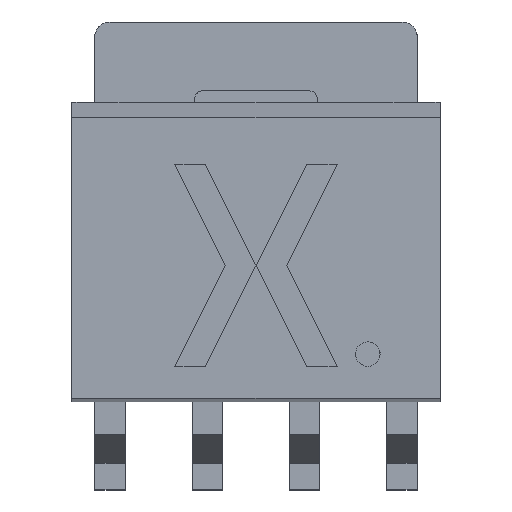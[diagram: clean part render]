
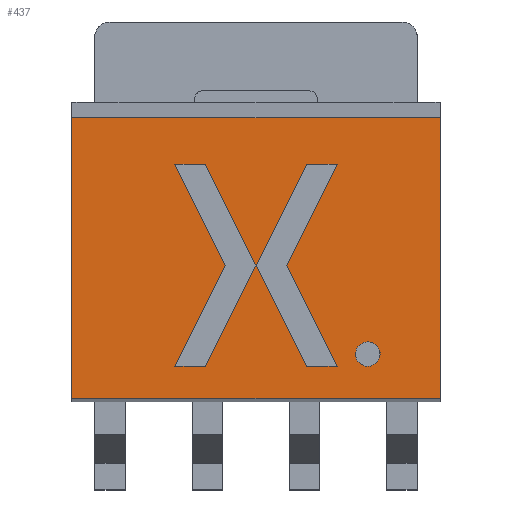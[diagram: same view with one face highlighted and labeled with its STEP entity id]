
A CAD part, top view. The second image highlights one B-rep face of the part: STEP entity #437.
In plain terms, the highlighted planar face has unit normal (0, 0, 1).
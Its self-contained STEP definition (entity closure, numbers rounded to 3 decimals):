
#26=FACE_BOUND('',#1112,.T.);
#27=FACE_BOUND('',#1113,.T.);
#33=(
BOUNDED_CURVE()
B_SPLINE_CURVE(2,(#7208,#7209,#7210,#7211,#7212),.UNSPECIFIED.,.F.,.F.)
B_SPLINE_CURVE_WITH_KNOTS((3,2,3),(-0.503,-0.251,
0.),.UNSPECIFIED.)
CURVE()
GEOMETRIC_REPRESENTATION_ITEM()
RATIONAL_B_SPLINE_CURVE((1.,0.707,1.,0.707,1.))
REPRESENTATION_ITEM('')
);
#78=(
BOUNDED_CURVE()
B_SPLINE_CURVE(2,(#8037,#8038,#8039,#8040,#8041),.UNSPECIFIED.,.F.,.F.)
B_SPLINE_CURVE_WITH_KNOTS((3,2,3),(-0.503,-0.251,
0.),.UNSPECIFIED.)
CURVE()
GEOMETRIC_REPRESENTATION_ITEM()
RATIONAL_B_SPLINE_CURVE((1.,0.707,1.,0.707,1.))
REPRESENTATION_ITEM('')
);
#437=ADVANCED_FACE('',(#771,#26,#27),#5682,.T.);
#771=FACE_OUTER_BOUND('',#1111,.T.);
#1111=EDGE_LOOP('',(#2250,#2251,#2252,#2253));
#1112=EDGE_LOOP('',(#2254,#2255));
#1113=EDGE_LOOP('',(#2256,#2257,#2258,#2259,#2260,#2261,#2262,#2263,#2264,
#2265,#2266,#2267));
#2250=ORIENTED_EDGE('',*,*,#3630,.T.);
#2251=ORIENTED_EDGE('',*,*,#3625,.F.);
#2252=ORIENTED_EDGE('',*,*,#3622,.T.);
#2253=ORIENTED_EDGE('',*,*,#3613,.F.);
#2254=ORIENTED_EDGE('',*,*,#3610,.T.);
#2255=ORIENTED_EDGE('',*,*,#3221,.T.);
#2256=ORIENTED_EDGE('',*,*,#3581,.F.);
#2257=ORIENTED_EDGE('',*,*,#3608,.T.);
#2258=ORIENTED_EDGE('',*,*,#3605,.F.);
#2259=ORIENTED_EDGE('',*,*,#3602,.F.);
#2260=ORIENTED_EDGE('',*,*,#3600,.T.);
#2261=ORIENTED_EDGE('',*,*,#3596,.F.);
#2262=ORIENTED_EDGE('',*,*,#3593,.T.);
#2263=ORIENTED_EDGE('',*,*,#3589,.T.);
#2264=ORIENTED_EDGE('',*,*,#3634,.T.);
#2265=ORIENTED_EDGE('',*,*,#3637,.T.);
#2266=ORIENTED_EDGE('',*,*,#3631,.T.);
#2267=ORIENTED_EDGE('',*,*,#3585,.T.);
#3221=EDGE_CURVE('',#4970,#4968,#33,.T.);
#3581=EDGE_CURVE('',#5224,#5225,#4469,.T.);
#3585=EDGE_CURVE('',#5226,#5225,#4473,.T.);
#3589=EDGE_CURVE('',#5228,#5229,#4477,.T.);
#3593=EDGE_CURVE('',#5225,#5228,#4481,.T.);
#3596=EDGE_CURVE('',#5225,#5232,#4484,.T.);
#3600=EDGE_CURVE('',#5233,#5232,#4488,.T.);
#3602=EDGE_CURVE('',#5233,#5234,#4490,.T.);
#3605=EDGE_CURVE('',#5234,#5235,#4493,.T.);
#3608=EDGE_CURVE('',#5224,#5235,#4496,.T.);
#3610=EDGE_CURVE('',#4968,#4970,#78,.T.);
#3613=EDGE_CURVE('',#5236,#5237,#4499,.T.);
#3622=EDGE_CURVE('',#5238,#5237,#4508,.T.);
#3625=EDGE_CURVE('',#5238,#5239,#4511,.T.);
#3630=EDGE_CURVE('',#5236,#5239,#4516,.T.);
#3631=EDGE_CURVE('',#5240,#5226,#4517,.T.);
#3634=EDGE_CURVE('',#5229,#5243,#4520,.T.);
#3637=EDGE_CURVE('',#5243,#5240,#4523,.T.);
#4469=B_SPLINE_CURVE_WITH_KNOTS('',1,(#7976,#7977),.UNSPECIFIED.,.F.,.F.,
(2,2),(0.,1.476),.UNSPECIFIED.);
#4473=B_SPLINE_CURVE_WITH_KNOTS('',1,(#7984,#7985),.UNSPECIFIED.,.F.,.F.,
(2,2),(-1.476,0.),.UNSPECIFIED.);
#4477=B_SPLINE_CURVE_WITH_KNOTS('',1,(#7992,#7993),.UNSPECIFIED.,.F.,.F.,
(2,2),(-0.4,0.),.UNSPECIFIED.);
#4481=B_SPLINE_CURVE_WITH_KNOTS('',1,(#8000,#8001),.UNSPECIFIED.,.F.,.F.,
(2,2),(-1.476,0.),.UNSPECIFIED.);
#4484=B_SPLINE_CURVE_WITH_KNOTS('',1,(#8006,#8007),.UNSPECIFIED.,.F.,.F.,
(2,2),(0.,1.476),.UNSPECIFIED.);
#4488=B_SPLINE_CURVE_WITH_KNOTS('',1,(#8014,#8015),.UNSPECIFIED.,.F.,.F.,
(2,2),(-0.4,0.),.UNSPECIFIED.);
#4490=B_SPLINE_CURVE_WITH_KNOTS('',1,(#8018,#8019),.UNSPECIFIED.,.F.,.F.,
(2,2),(0.,1.476),.UNSPECIFIED.);
#4493=B_SPLINE_CURVE_WITH_KNOTS('',1,(#8024,#8025),.UNSPECIFIED.,.F.,.F.,
(2,2),(0.,1.476),.UNSPECIFIED.);
#4496=B_SPLINE_CURVE_WITH_KNOTS('',1,(#8030,#8031),.UNSPECIFIED.,.F.,.F.,
(2,2),(-0.4,0.),.UNSPECIFIED.);
#4499=B_SPLINE_CURVE_WITH_KNOTS('',1,(#8046,#8047),.UNSPECIFIED.,.F.,.F.,
(2,2),(0.,4.81),.UNSPECIFIED.);
#4508=B_SPLINE_CURVE_WITH_KNOTS('',1,(#8064,#8065),.UNSPECIFIED.,.F.,.F.,
(2,2),(-3.665,0.),.UNSPECIFIED.);
#4511=B_SPLINE_CURVE_WITH_KNOTS('',1,(#8070,#8071),.UNSPECIFIED.,.F.,.F.,
(2,2),(0.,4.81),.UNSPECIFIED.);
#4516=B_SPLINE_CURVE_WITH_KNOTS('',1,(#8080,#8081),.UNSPECIFIED.,.F.,.F.,
(2,2),(-3.665,0.),.UNSPECIFIED.);
#4517=B_SPLINE_CURVE_WITH_KNOTS('',1,(#8082,#8083),.UNSPECIFIED.,.F.,.F.,
(2,2),(-0.4,0.),.UNSPECIFIED.);
#4520=B_SPLINE_CURVE_WITH_KNOTS('',1,(#8088,#8089),.UNSPECIFIED.,.F.,.F.,
(2,2),(-1.476,0.),.UNSPECIFIED.);
#4523=B_SPLINE_CURVE_WITH_KNOTS('',1,(#8094,#8095),.UNSPECIFIED.,.F.,.F.,
(2,2),(-1.476,0.),.UNSPECIFIED.);
#4968=VERTEX_POINT('',#6930);
#4970=VERTEX_POINT('',#6932);
#5224=VERTEX_POINT('',#7186);
#5225=VERTEX_POINT('',#7187);
#5226=VERTEX_POINT('',#7188);
#5228=VERTEX_POINT('',#7190);
#5229=VERTEX_POINT('',#7191);
#5232=VERTEX_POINT('',#7194);
#5233=VERTEX_POINT('',#7195);
#5234=VERTEX_POINT('',#7196);
#5235=VERTEX_POINT('',#7197);
#5236=VERTEX_POINT('',#7198);
#5237=VERTEX_POINT('',#7199);
#5238=VERTEX_POINT('',#7200);
#5239=VERTEX_POINT('',#7201);
#5240=VERTEX_POINT('',#7202);
#5243=VERTEX_POINT('',#7205);
#5682=PLANE('',#6034);
#6034=AXIS2_PLACEMENT_3D('',#6928,#6375,$);
#6375=DIRECTION('',(0.,0.,1.));
#6928=CARTESIAN_POINT('',(-2.886,-1.732,0.998));
#6930=CARTESIAN_POINT('',(1.3,-0.787,0.998));
#6932=CARTESIAN_POINT('',(1.62,-0.787,0.998));
#7186=CARTESIAN_POINT('',(0.66,1.693,0.998));
#7187=CARTESIAN_POINT('',(0.,0.373,0.998));
#7188=CARTESIAN_POINT('',(-0.66,1.693,0.998));
#7190=CARTESIAN_POINT('',(-0.66,-0.947,0.998));
#7191=CARTESIAN_POINT('',(-1.06,-0.947,0.998));
#7194=CARTESIAN_POINT('',(0.66,-0.947,0.998));
#7195=CARTESIAN_POINT('',(1.06,-0.947,0.998));
#7196=CARTESIAN_POINT('',(0.4,0.373,0.998));
#7197=CARTESIAN_POINT('',(1.06,1.693,0.998));
#7198=CARTESIAN_POINT('',(2.405,-1.366,0.998));
#7199=CARTESIAN_POINT('',(-2.405,-1.366,0.998));
#7200=CARTESIAN_POINT('',(-2.405,2.299,0.998));
#7201=CARTESIAN_POINT('',(2.405,2.299,0.998));
#7202=CARTESIAN_POINT('',(-1.06,1.693,0.998));
#7205=CARTESIAN_POINT('',(-0.4,0.373,0.998));
#7208=CARTESIAN_POINT('',(1.62,-0.787,0.998));
#7209=CARTESIAN_POINT('',(1.62,-0.947,0.998));
#7210=CARTESIAN_POINT('',(1.46,-0.947,0.998));
#7211=CARTESIAN_POINT('',(1.3,-0.947,0.998));
#7212=CARTESIAN_POINT('',(1.3,-0.787,0.998));
#7976=CARTESIAN_POINT('',(0.66,1.693,0.998));
#7977=CARTESIAN_POINT('',(0.,0.373,0.998));
#7984=CARTESIAN_POINT('',(-0.66,1.693,0.998));
#7985=CARTESIAN_POINT('',(0.,0.373,0.998));
#7992=CARTESIAN_POINT('',(-0.66,-0.947,0.998));
#7993=CARTESIAN_POINT('',(-1.06,-0.947,0.998));
#8000=CARTESIAN_POINT('',(0.,0.373,0.998));
#8001=CARTESIAN_POINT('',(-0.66,-0.947,0.998));
#8006=CARTESIAN_POINT('',(0.,0.373,0.998));
#8007=CARTESIAN_POINT('',(0.66,-0.947,0.998));
#8014=CARTESIAN_POINT('',(1.06,-0.947,0.998));
#8015=CARTESIAN_POINT('',(0.66,-0.947,0.998));
#8018=CARTESIAN_POINT('',(1.06,-0.947,0.998));
#8019=CARTESIAN_POINT('',(0.4,0.373,0.998));
#8024=CARTESIAN_POINT('',(0.4,0.373,0.998));
#8025=CARTESIAN_POINT('',(1.06,1.693,0.998));
#8030=CARTESIAN_POINT('',(0.66,1.693,0.998));
#8031=CARTESIAN_POINT('',(1.06,1.693,0.998));
#8037=CARTESIAN_POINT('',(1.3,-0.787,0.998));
#8038=CARTESIAN_POINT('',(1.3,-0.627,0.998));
#8039=CARTESIAN_POINT('',(1.46,-0.627,0.998));
#8040=CARTESIAN_POINT('',(1.62,-0.627,0.998));
#8041=CARTESIAN_POINT('',(1.62,-0.787,0.998));
#8046=CARTESIAN_POINT('',(2.405,-1.366,0.998));
#8047=CARTESIAN_POINT('',(-2.405,-1.366,0.998));
#8064=CARTESIAN_POINT('',(-2.405,2.299,0.998));
#8065=CARTESIAN_POINT('',(-2.405,-1.366,0.998));
#8070=CARTESIAN_POINT('',(-2.405,2.299,0.998));
#8071=CARTESIAN_POINT('',(2.405,2.299,0.998));
#8080=CARTESIAN_POINT('',(2.405,-1.366,0.998));
#8081=CARTESIAN_POINT('',(2.405,2.299,0.998));
#8082=CARTESIAN_POINT('',(-1.06,1.693,0.998));
#8083=CARTESIAN_POINT('',(-0.66,1.693,0.998));
#8088=CARTESIAN_POINT('',(-1.06,-0.947,0.998));
#8089=CARTESIAN_POINT('',(-0.4,0.373,0.998));
#8094=CARTESIAN_POINT('',(-0.4,0.373,0.998));
#8095=CARTESIAN_POINT('',(-1.06,1.693,0.998));
